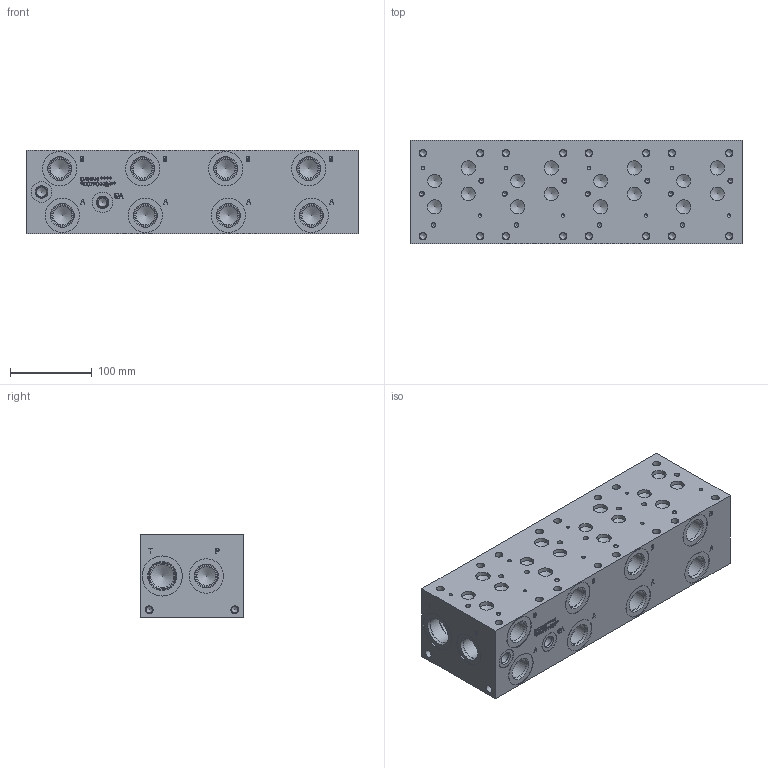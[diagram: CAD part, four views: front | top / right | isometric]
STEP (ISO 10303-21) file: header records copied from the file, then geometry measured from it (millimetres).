
FILE_DESCRIPTION(/* description */ (''),/* implementation_level */ '2;1');
FILE_NAME(/* name */ '_D07P044S_P_.stp',/* time_stamp */ '2021-07-23T11:35:24-04:00',/* author */ ('anthonyv'),/* organization */ (''),/* preprocessor_version */ 'ST-DEVELOPER v18.1',/* originating_system */ 'Autodesk Inventor 2021',/* authorisation */ '');
FILE_SCHEMA (('AUTOMOTIVE_DESIGN { 1 0 10303 214 3 1 1 }'));
Length unit declared in the file: millimetre
Products named in the file (1): _D07P044S_P_
Bounding box: 406.4 x 127 x 101.6 mm (x, y, z)
Volume: 4927473.7 mm3; surface area: 271796.1 mm2
Topology: 1 solids, 1 shells, 907 faces, 2478 edges, 1689 vertices
Faces by surface type: plane 480, bspline 158, cylinder 155, cone 114
Full cylindrical faces by diameter (mm): 4.369 x8, 5.105 x8, 5.563 x4, 6.35 x8, 7.925 x20, 9.525 x20, 10.719 x1, 12.294 x1, 12.9 x2, 14.275 x2, 14.529 x2, 16.662 x8, 17.475 x8, 23.012 x10, 24.917 x10, 25.019 x2, 26.99 x3, 27 x7, 27.432 x10, 28.575 x2, 31.267 x2, 33.34 x1, 33.35 x1, 33.757 x2, 35.509 x1, 42.037 x10, 49.124 x2
Entity records: 29992 total; most frequent: CARTESIAN_POINT 7059, ORIENTED_EDGE 4816, DIRECTION 4171, EDGE_CURVE 2408, VERTEX_POINT 1689, LINE 1513, VECTOR 1513, AXIS2_PLACEMENT_3D 1329
